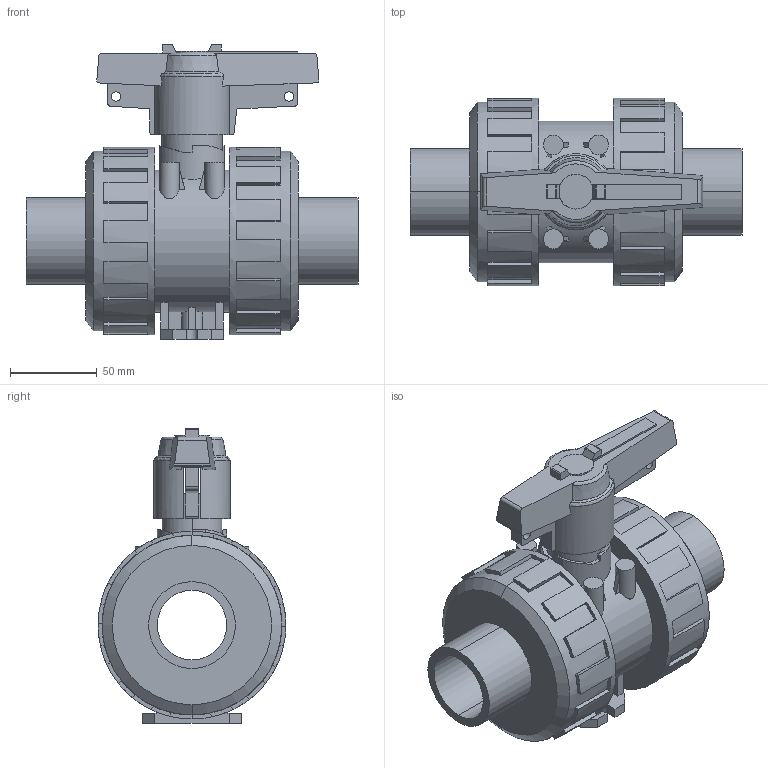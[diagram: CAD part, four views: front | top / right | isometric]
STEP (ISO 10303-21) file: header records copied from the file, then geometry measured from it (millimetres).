
FILE_DESCRIPTION(('STEP AP214'),'1');
FILE_NAME('cctmp_29CFAF9C-6C35-42E3-8AFA-93B6539AB1C0_2018_11_22_14_46_21_446..stp','2018-11-22T13:46:21',('Praher Valves GmbH'),('CADClick - www.CADClick.com'),'Spatial InterOp 3D',' ','unknown authorization');
FILE_SCHEMA(('AUTOMOTIVE_DESIGN'));
Length unit declared in the file: millimetre
Products named in the file (1): 124103
Bounding box: 191 x 108 x 169.5 mm (x, y, z)
Volume: 948839.4 mm3; surface area: 160398.7 mm2
Topology: 1 solids, 1 shells, 340 faces, 978 edges, 648 vertices
Faces by surface type: plane 254, cylinder 62, cone 16, torus 8
Entity records: 14525 total; most frequent: CARTESIAN_POINT 2674, ORIENTED_EDGE 1956, DIRECTION 1914, EDGE_CURVE 978, AXIS2_PLACEMENT_3D 657, VERTEX_POINT 648, LINE 600, VECTOR 600
